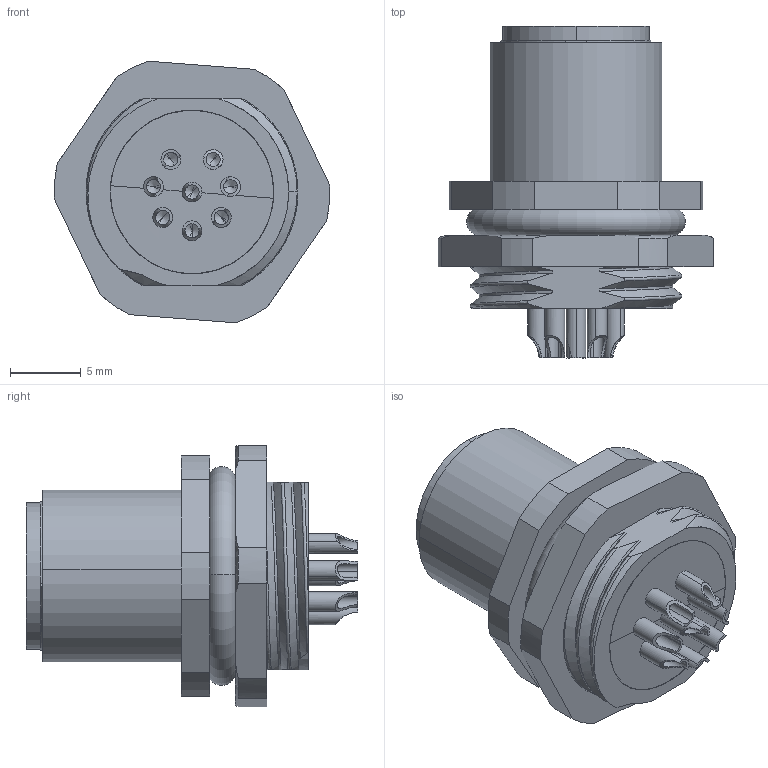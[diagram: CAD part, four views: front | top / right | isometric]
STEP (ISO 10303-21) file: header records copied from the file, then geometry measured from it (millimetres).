
FILE_DESCRIPTION((''),'2;1');
FILE_NAME('M12-M08A-BK-PG9-C_3D','2019-12-11T',('jn.chen'),(''),'PRO/ENGINEER BY PARAMETRIC TECHNOLOGY CORPORATION, 2012480','PRO/ENGINEER BY PARAMETRIC TECHNOLOGY CORPORATION, 2012480','');
FILE_SCHEMA(('CONFIG_CONTROL_DESIGN'));
Length unit declared in the file: millimetre
Products named in the file (1): M12-M08A-BK-PG9-C_3D
Bounding box: 19.5 x 23.5 x 18.52 mm (x, y, z)
Volume: 2720.3 mm3; surface area: 2180.5 mm2
Topology: 1 solids, 2 shells, 193 faces, 534 edges, 333 vertices
Faces by surface type: cylinder 84, plane 39, cone 21, bspline 20, sphere 16, torus 13
Entity records: 7799 total; most frequent: CARTESIAN_POINT 3145, ORIENTED_EDGE 1004, DIRECTION 908, EDGE_CURVE 502, AXIS2_PLACEMENT_3D 367, VERTEX_POINT 333, EDGE_LOOP 215, CIRCLE 194
